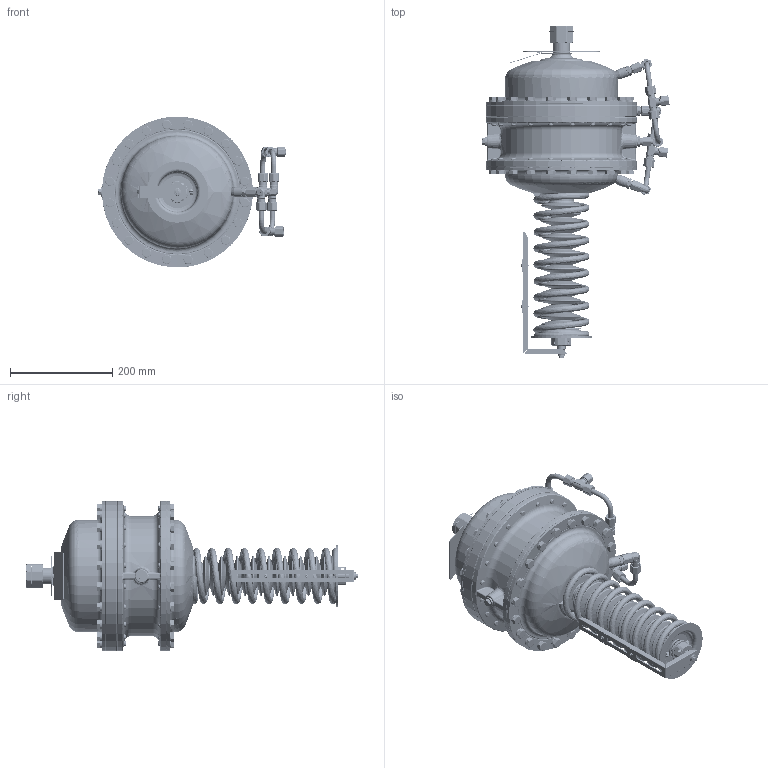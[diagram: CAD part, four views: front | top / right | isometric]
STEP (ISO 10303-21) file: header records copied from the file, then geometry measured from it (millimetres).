
FILE_DESCRIPTION((''),'2;1');
FILE_NAME('003G5611_AFP2_PN16_640CM2_ASM','2021-07-28T16:55:55',('U240466'),('Danfoss'),'CREO PARAMETRIC BY PTC INC, 2020342','CREO PARAMETRIC BY PTC INC, 2020342','');
FILE_SCHEMA(('CONFIG_CONTROL_DESIGN'));
Length unit declared in the file: millimetre
Products named in the file (99): AFP_640_SKEL_1; 88670130_HOUSING320_PN16_MINUS_; 88673400_TUBE_FI38X10X62_MINUS_; 88671660_PRESSURE_CONNECTO-5915; WELD_PRESS_CON_4MM_1; WELD_320_4MM_AF37_1; WELD_320_4MM_2_1; 88671530_COVER320_PN16_MINUS_AS_ASM; 88670510_PA_MIDDLE_WALL_PN16_1; 88670410_PA_MIDDLE_HOUSING_PN16; 88670120_HOUSING320_PN16_PLUS_A; 88671660_PRESSURE_CONNECT-32668; 88673410_TUBE_FI38X10X33_AF4_1; WELD_320_4MM_1; WELD_PRESS_CON_4MM_AF1_1; 88671520_COVER320_PN16_PLUS_ASM_ASM; DIN933-M10X25_1; 52017500_1; 54590640_1; 54540860_O-R_24_2X3_1; 3220149_1; GUIDING_BUSH_ASM_1_ASM; 88670230_PLATE320_MINUS_S_VALVE; 88673030_MEMBRANE320_PA_1; 88671330_PLATE320_PLUS_S_VALVE_; 51817270_NUT_M12X1_ISO4035_1; 88671040_SETTING_SPINDLE_PA_1; 51817250_1; 88670600_CONNECTING_NUT_G1_1_4_; 5212006_1; 5221571_1; 55511011_1; 88630290_1; 5454051_1; WALTER_CONNECTION_1; WALTER_PROFILE_RING_1; WALTER_CONNECTION_NUT_1; 8863078_ASM_1_ASM; 88630340_2_0_DA_00_1; 88630650_TUBE_CONN_2_0_DA_ASM_1_ASM ...
Assembly tree (239 placements, depth 5):
  003G5611_AFP2_PN16_640CM2_ASM
    003G5611_AFP2_PN16_640CM2_ASM_1_ASM
      AFP_640_SKEL_1
      88671530_COVER320_PN16_MINUS_AS_ASM
        88670130_HOUSING320_PN16_MINUS_
        88673400_TUBE_FI38X10X62_MINUS_
        88671660_PRESSURE_CONNECTO-5915
        WELD_PRESS_CON_4MM_1
        WELD_320_4MM_AF37_1
        WELD_320_4MM_2_1
      88670510_PA_MIDDLE_WALL_PN16_1
      88670410_PA_MIDDLE_HOUSING_PN16
      88671520_COVER320_PN16_PLUS_ASM_ASM
        88670120_HOUSING320_PN16_PLUS_A
        88671660_PRESSURE_CONNECT-32668
        88673410_TUBE_FI38X10X33_AF4_1
        WELD_320_4MM_1
        WELD_320_4MM_2_1
        WELD_PRESS_CON_4MM_AF1_1
      DIN933-M10X25_1  x20
      52017500_1  x40
      GUIDING_BUSH_ASM_1_ASM
        54590640_1  x2
        54540860_O-R_24_2X3_1  x2
        3220149_1  x2
      88670230_PLATE320_MINUS_S_VALVE  x2
      88673030_MEMBRANE320_PA_1  x2
      88671330_PLATE320_PLUS_S_VALVE_  x2
      51817270_NUT_M12X1_ISO4035_1  x2
      88671040_SETTING_SPINDLE_PA_1
      51817250_1
      88670600_CONNECTING_NUT_G1_1_4_
      5212006_1
      5221571_1
      55511011_1
      88630290_1
      5454051_1  x5
      88630650_TUBE_CONN_2_0_DA_ASM_1_ASM  x4
        8863078_ASM_1_ASM
          WALTER_CONNECTION_1
          WALTER_PROFILE_RING_1
          WALTER_CONNECTION_NUT_1
        88630340_2_0_DA_00_1
      88674000_SAFETY_VALVE_PLUS_ASM__ASM  x2
        88671100_S_VALVE_HOUSING_PLUS_1
        88671130_SAFETY_VALVE_CONE_1
        88671150_SAFE_VALVE_Q-R_HOLDER_
        88671120_SAFETY_VALVE_STEM_1
        VZMET_TLACNA_1
        88671140_SAFETY_VALVE_NUT_1
        MATICA-6KT_M4_1
        5451357_1
        5479067_1
      88674010_SAFETY_VALVE_MINUS_ASM_ASM  x2
        88671110_S_VALVE_HOUSING_MINUS_
        88671130_SAFETY_VALVE_CONE_1
        88671150_SAFE_VALVE_Q-R_HOLDER_
        88671120_SAFETY_VALVE_STEM_1
        VZMET_TLACNA_1
        88671140_SAFETY_VALVE_NUT_1
Bounding box: 366.19 x 649.3 x 295 mm (x, y, z)
Volume: 5396990.4 mm3; surface area: 2547914.2 mm2
Topology: 267 solids, 267 shells, 7298 faces, 18121 edges, 11364 vertices
Faces by surface type: cylinder 2543, plane 1831, cone 1512, torus 799, bspline 477, sphere 84, extrusion 48, revolution 4
Entity records: 142651 total; most frequent: CARTESIAN_POINT 66198, DIRECTION 16854, ORIENTED_EDGE 15138, EDGE_CURVE 7569, AXIS2_PLACEMENT_3D 7340, VERTEX_POINT 4802, CIRCLE 4016, EDGE_LOOP 3479
